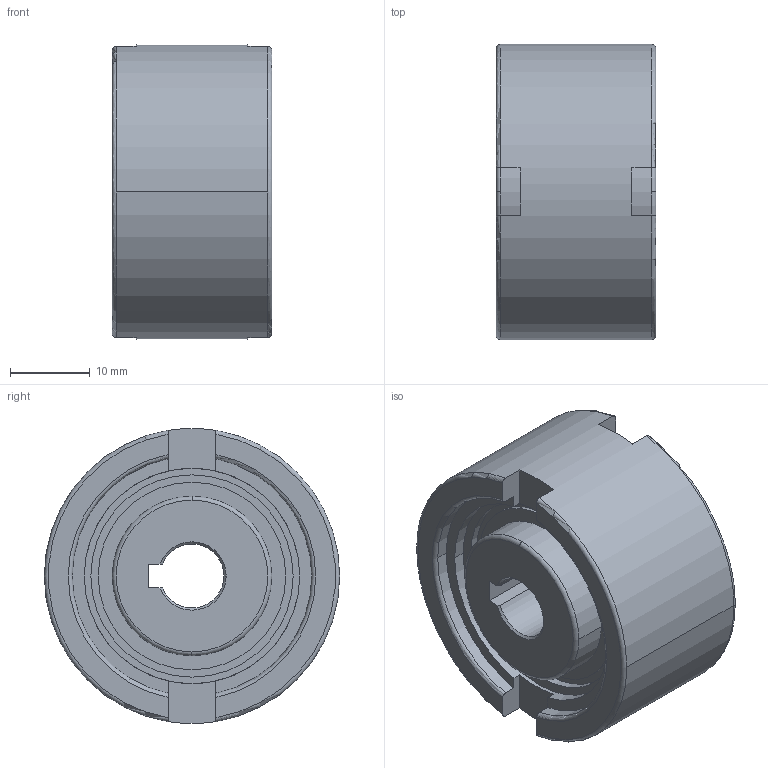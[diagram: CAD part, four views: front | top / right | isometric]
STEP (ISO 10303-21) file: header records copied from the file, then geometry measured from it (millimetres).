
FILE_DESCRIPTION(('STEP AP214'),'1');
FILE_NAME('uf_8.stp','2019-09-14T09:50:33',('TraceParts'),('TraceParts S.A.'),'Spatial InterOp 3D',' ',' ');
FILE_SCHEMA(('AUTOMOTIVE_DESIGN { 1 0 10303 214 1 1 1 1 }'));
Length unit declared in the file: millimetre
Products named in the file (1): uf_8
Bounding box: 20 x 37 x 36.95 mm (x, y, z)
Volume: 17090.9 mm3; surface area: 6833.7 mm2
Topology: 1 solids, 1 shells, 81 faces, 213 edges, 142 vertices
Faces by surface type: plane 33, cylinder 32, torus 12, cone 4
Entity records: 3056 total; most frequent: CARTESIAN_POINT 965, DIRECTION 463, ORIENTED_EDGE 426, EDGE_CURVE 213, AXIS2_PLACEMENT_3D 188, VERTEX_POINT 142, CIRCLE 106, EDGE_LOOP 91
